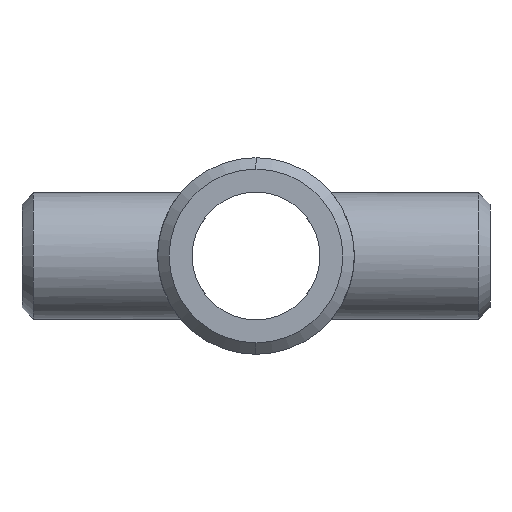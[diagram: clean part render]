
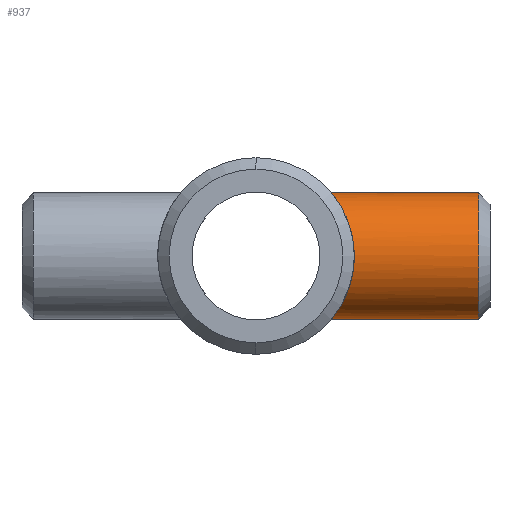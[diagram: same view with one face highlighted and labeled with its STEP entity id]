
A CAD part, left-side view. The second image highlights one B-rep face of the part: STEP entity #937.
In plain terms, the highlighted cylindrical face has radius 6.858 mm (diameter 13.716 mm), a partial arc.
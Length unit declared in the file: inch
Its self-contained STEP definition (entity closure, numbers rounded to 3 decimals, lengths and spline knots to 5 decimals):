
#9 = CARTESIAN_POINT ( 'NONE',  ( -0.07157, -0.32948, 0.26049 ) ) ;
#21 = CARTESIAN_POINT ( 'NONE',  ( -0.01828, -0.32171, 0.27 ) ) ;
#32 = CARTESIAN_POINT ( 'NONE',  ( -0.26776, -0.41856, -0.03589 ) ) ;
#35 = CARTESIAN_POINT ( 'NONE',  ( -0.24135, -0.40216, -0.12137 ) ) ;
#40 = CARTESIAN_POINT ( 'NONE',  ( -0.19663, -0.37701, -0.18523 ) ) ;
#46 = CARTESIAN_POINT ( 'NONE',  ( -0.26957, -0.41972, -0.01781 ) ) ;
#53 = CARTESIAN_POINT ( 'NONE',  ( -0.23293, -0.39717, -0.13682 ) ) ;
#63 = CARTESIAN_POINT ( 'NONE',  ( 0., -1., -0.27 ) ) ;
#64 = VERTEX_POINT ( 'NONE', #938 ) ;
#73 = CARTESIAN_POINT ( 'NONE',  ( 0., -0.32171, -0.27 ) ) ;
#107 = B_SPLINE_CURVE_WITH_KNOTS ( 'NONE', 3,
 ( #807, #21, #955, #409, #9, #751, #588, #603, #366, #194, #189, #665, #843, #292, #924, #674, #279, #670, #757, #453, #592, #832, #687, #523, #46, #32, #205, #124, #983, #360, #35, #53, #994, #1002, #267, #109, #40, #839, #999, #448, #349, #372, #114, #904, #355, #607 ),
 .UNSPECIFIED., .F., .F.,
 ( 4, 2, 2, 2, 2, 2, 2, 2, 2, 2, 2, 2, 2, 2, 2, 2, 2, 2, 2, 2, 2, 2, 4 ),
 ( 0.02209, 0.02347, 0.02415, 0.02484, 0.02622, 0.0276, 0.02897, 0.02966, 0.03035, 0.03173, 0.03241, 0.0331, 0.03379, 0.03448, 0.03585, 0.03654, 0.03723, 0.03792, 0.03861, 0.03998, 0.04136, 0.04274, 0.04411 ),
 .UNSPECIFIED. ) ;
#108 = CYLINDRICAL_SURFACE ( 'NONE', #192, 0.27 ) ;
#109 = CARTESIAN_POINT ( 'NONE',  ( -0.20248, -0.3801, -0.17882 ) ) ;
#114 = CARTESIAN_POINT ( 'NONE',  ( -0.0722, -0.32925, -0.2608 ) ) ;
#117 = ORIENTED_EDGE ( 'NONE', *, *, #692, .T. ) ;
#122 = CARTESIAN_POINT ( 'NONE',  ( 0., -1., 0. ) ) ;
#124 = CARTESIAN_POINT ( 'NONE',  ( -0.26094, -0.41422, -0.0717 ) ) ;
#125 = VERTEX_POINT ( 'NONE', #73 ) ;
#130 = AXIS2_PLACEMENT_3D ( 'NONE', #713, #775, #951 ) ;
#189 = CARTESIAN_POINT ( 'NONE',  ( -0.17818, -0.36761, 0.2036 ) ) ;
#192 = AXIS2_PLACEMENT_3D ( 'NONE', #122, #669, #522 ) ;
#194 = CARTESIAN_POINT ( 'NONE',  ( -0.16497, -0.36131, 0.21443 ) ) ;
#195 = ORIENTED_EDGE ( 'NONE', *, *, #401, .F. ) ;
#205 = CARTESIAN_POINT ( 'NONE',  ( -0.26638, -0.41768, -0.04497 ) ) ;
#219 = LINE ( 'NONE', #1021, #514 ) ;
#267 = CARTESIAN_POINT ( 'NONE',  ( -0.21349, -0.38608, -0.16551 ) ) ;
#279 = CARTESIAN_POINT ( 'NONE',  ( -0.24495, -0.40434, 0.11392 ) ) ;
#292 = CARTESIAN_POINT ( 'NONE',  ( -0.22814, -0.39438, 0.14466 ) ) ;
#349 = CARTESIAN_POINT ( 'NONE',  ( -0.12129, -0.34348, -0.24186 ) ) ;
#352 = VERTEX_POINT ( 'NONE', #478 ) ;
#355 = CARTESIAN_POINT ( 'NONE',  ( -0.01839, -0.32171, -0.27 ) ) ;
#360 = CARTESIAN_POINT ( 'NONE',  ( -0.24523, -0.40451, -0.11332 ) ) ;
#366 = CARTESIAN_POINT ( 'NONE',  ( -0.13647, -0.34923, 0.2336 ) ) ;
#372 = CARTESIAN_POINT ( 'NONE',  ( -0.08907, -0.33346, -0.25549 ) ) ;
#401 = EDGE_CURVE ( 'NONE', #528, #125, #619, .T. ) ;
#409 = CARTESIAN_POINT ( 'NONE',  ( -0.0628, -0.32767, 0.26275 ) ) ;
#415 = CARTESIAN_POINT ( 'NONE',  ( 0., -0.951, -0.27 ) ) ;
#448 = CARTESIAN_POINT ( 'NONE',  ( -0.13674, -0.34933, -0.23345 ) ) ;
#453 = CARTESIAN_POINT ( 'NONE',  ( -0.26625, -0.4176, 0.04573 ) ) ;
#478 = CARTESIAN_POINT ( 'NONE',  ( 0., -0.32171, 0.27 ) ) ;
#514 = VECTOR ( 'NONE', #939, 39.37008 ) ;
#522 = DIRECTION ( 'NONE',  ( 0., 0., -1. ) ) ;
#523 = CARTESIAN_POINT ( 'NONE',  ( -0.27001, -0.42001, -0.00875 ) ) ;
#528 = VERTEX_POINT ( 'NONE', #415 ) ;
#587 = FACE_OUTER_BOUND ( 'NONE', #671, .T. ) ;
#588 = CARTESIAN_POINT ( 'NONE',  ( -0.09683, -0.33588, 0.25219 ) ) ;
#592 = CARTESIAN_POINT ( 'NONE',  ( -0.26766, -0.4185, 0.03666 ) ) ;
#601 = EDGE_CURVE ( 'NONE', #352, #125, #107, .T. ) ;
#603 = CARTESIAN_POINT ( 'NONE',  ( -0.12105, -0.34339, 0.24198 ) ) ;
#607 = CARTESIAN_POINT ( 'NONE',  ( 0., -0.32171, -0.27 ) ) ;
#619 = LINE ( 'NONE', #63, #898 ) ;
#665 = CARTESIAN_POINT ( 'NONE',  ( -0.20265, -0.38008, 0.17925 ) ) ;
#669 = DIRECTION ( 'NONE',  ( 0., 1., 0. ) ) ;
#670 = CARTESIAN_POINT ( 'NONE',  ( -0.25543, -0.41075, 0.08931 ) ) ;
#671 = EDGE_LOOP ( 'NONE', ( #984, #117, #913, #195 ) ) ;
#674 = CARTESIAN_POINT ( 'NONE',  ( -0.24106, -0.402, 0.12192 ) ) ;
#687 = CARTESIAN_POINT ( 'NONE',  ( -0.26999, -0.41999, 0.00938 ) ) ;
#692 = EDGE_CURVE ( 'NONE', #64, #352, #219, .T. ) ;
#713 = CARTESIAN_POINT ( 'NONE',  ( 0., -0.951, 0. ) ) ;
#739 = EDGE_CURVE ( 'NONE', #528, #64, #993, .T. ) ;
#751 = CARTESIAN_POINT ( 'NONE',  ( -0.08855, -0.33358, 0.25522 ) ) ;
#757 = CARTESIAN_POINT ( 'NONE',  ( -0.26077, -0.41412, 0.07228 ) ) ;
#775 = DIRECTION ( 'NONE',  ( 0., 1., 0. ) ) ;
#791 = DIRECTION ( 'NONE',  ( 0., 1., 0. ) ) ;
#807 = CARTESIAN_POINT ( 'NONE',  ( 0., -0.32171, 0.27 ) ) ;
#832 = CARTESIAN_POINT ( 'NONE',  ( -0.26952, -0.41969, 0.01846 ) ) ;
#839 = CARTESIAN_POINT ( 'NONE',  ( -0.17835, -0.3677, -0.20343 ) ) ;
#843 = CARTESIAN_POINT ( 'NONE',  ( -0.21361, -0.38609, 0.16603 ) ) ;
#898 = VECTOR ( 'NONE', #791, 39.37008 ) ;
#904 = CARTESIAN_POINT ( 'NONE',  ( -0.0366, -0.32331, -0.26812 ) ) ;
#913 = ORIENTED_EDGE ( 'NONE', *, *, #601, .T. ) ;
#924 = CARTESIAN_POINT ( 'NONE',  ( -0.23267, -0.39702, 0.13727 ) ) ;
#937 = ADVANCED_FACE ( 'NONE', ( #587 ), #108, .T. ) ;
#938 = CARTESIAN_POINT ( 'NONE',  ( 0., -0.951, 0.27 ) ) ;
#939 = DIRECTION ( 'NONE',  ( 0., 1., 0. ) ) ;
#951 = DIRECTION ( 'NONE',  ( 0., 0., -1. ) ) ;
#955 = CARTESIAN_POINT ( 'NONE',  ( -0.03626, -0.32328, 0.26816 ) ) ;
#983 = CARTESIAN_POINT ( 'NONE',  ( -0.25561, -0.41086, -0.08876 ) ) ;
#984 = ORIENTED_EDGE ( 'NONE', *, *, #739, .T. ) ;
#993 = CIRCLE ( 'NONE', #130, 0.27 ) ;
#994 = CARTESIAN_POINT ( 'NONE',  ( -0.2284, -0.39452, -0.14426 ) ) ;
#999 = CARTESIAN_POINT ( 'NONE',  ( -0.16519, -0.36142, -0.21426 ) ) ;
#1002 = CARTESIAN_POINT ( 'NONE',  ( -0.21868, -0.38898, -0.15861 ) ) ;
#1021 = CARTESIAN_POINT ( 'NONE',  ( 0., -1., 0.27 ) ) ;
